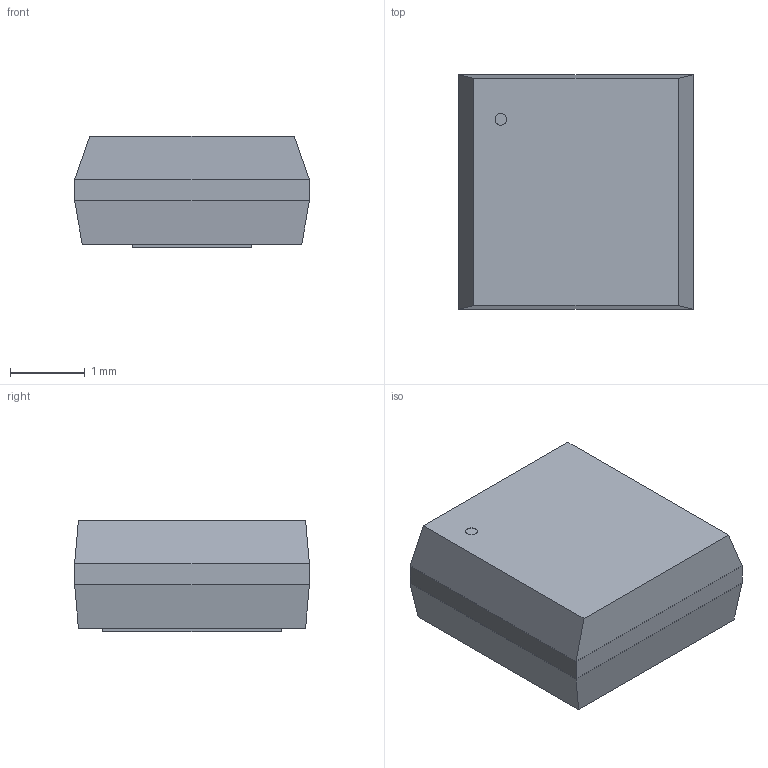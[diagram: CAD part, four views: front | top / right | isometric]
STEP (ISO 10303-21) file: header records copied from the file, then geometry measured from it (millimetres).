
FILE_DESCRIPTION(('STEP AP214'),'1');
FILE_NAME('DRB8_1P6X2P4','2022-02-12T12:35:44',(''),(''),'','','');
FILE_SCHEMA(('AUTOMOTIVE_DESIGN'));
Length unit declared in the file: millimetre
Products named in the file (1): product
Bounding box: 3.15 x 3.15 x 1.5 mm (x, y, z)
Volume: 13.8 mm3; surface area: 43.5 mm2
Topology: 3 solids, 11 shells, 23 faces, 43 edges, 26 vertices
Faces by surface type: plane 22, cylinder 1
Full cylindrical faces by diameter (mm): 0.157 x1
Entity records: 600 total; most frequent: DIRECTION 94, ORIENTED_EDGE 84, CARTESIAN_POINT 53, EDGE_CURVE 42, LINE 40, VECTOR 40, AXIS2_PLACEMENT_3D 27, VERTEX_POINT 26
